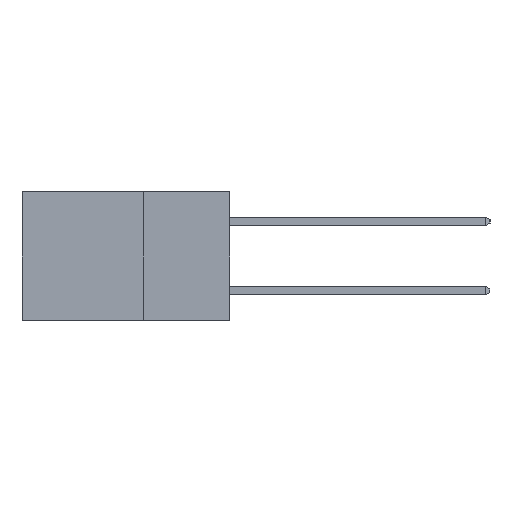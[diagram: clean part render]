
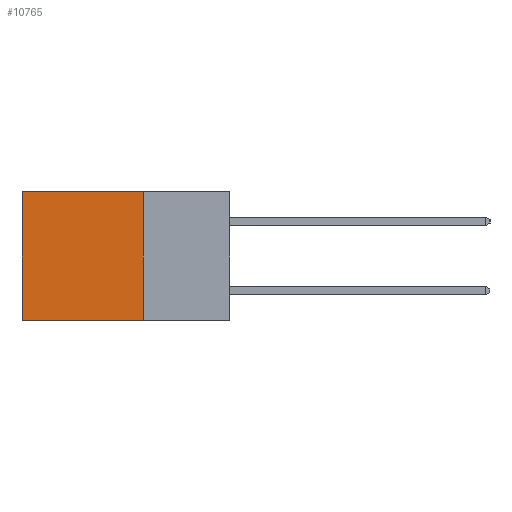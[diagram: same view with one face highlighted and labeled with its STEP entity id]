
A CAD part, left-side view. The second image highlights one B-rep face of the part: STEP entity #10765.
In plain terms, the highlighted planar face has unit normal (-1, 0, 0).
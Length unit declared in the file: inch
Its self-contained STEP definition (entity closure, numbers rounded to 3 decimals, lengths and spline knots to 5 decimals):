
#578 = DIRECTION ( 'NONE',  ( 1., 0., 0. ) ) ;
#1154 = EDGE_CURVE ( 'NONE', #14112, #11539, #14085, .T. ) ;
#1856 = CARTESIAN_POINT ( 'NONE',  ( 0.2615, 0.25, 0. ) ) ;
#1995 = FACE_OUTER_BOUND ( 'NONE', #2369, .T. ) ;
#2369 = EDGE_LOOP ( 'NONE', ( #18130, #19789, #17529, #8192 ) ) ;
#2396 = DIRECTION ( 'NONE',  ( 0., 1., 0. ) ) ;
#3032 = CARTESIAN_POINT ( 'NONE',  ( 0.2615, 0.25, 0. ) ) ;
#3061 = VECTOR ( 'NONE', #2396, 39.37008 ) ;
#4134 = CARTESIAN_POINT ( 'NONE',  ( 0.2615, 0.25, -0.37 ) ) ;
#4840 = CARTESIAN_POINT ( 'NONE',  ( 0.2615, 0.25, -0.37 ) ) ;
#5019 = CARTESIAN_POINT ( 'NONE',  ( 0.2615, 0.6, 0. ) ) ;
#6782 = EDGE_CURVE ( 'NONE', #14112, #25860, #14720, .T. ) ;
#7555 = DIRECTION ( 'NONE',  ( 0., 0., -1. ) ) ;
#8192 = ORIENTED_EDGE ( 'NONE', *, *, #1154, .T. ) ;
#8669 = LINE ( 'NONE', #25306, #3061 ) ;
#10765 = ADVANCED_FACE ( 'NONE', ( #1995 ), #25638, .F. ) ;
#11091 = CARTESIAN_POINT ( 'NONE',  ( 0.2615, 0.25, -0.37 ) ) ;
#11539 = VERTEX_POINT ( 'NONE', #5019 ) ;
#12180 = AXIS2_PLACEMENT_3D ( 'NONE', #11091, #578, #15313 ) ;
#12548 = EDGE_CURVE ( 'NONE', #11539, #18362, #15686, .T. ) ;
#12748 = VECTOR ( 'NONE', #21934, 39.37008 ) ;
#13549 = DIRECTION ( 'NONE',  ( 0., 1., 0. ) ) ;
#14085 = LINE ( 'NONE', #3032, #18969 ) ;
#14112 = VERTEX_POINT ( 'NONE', #1856 ) ;
#14720 = LINE ( 'NONE', #4134, #12748 ) ;
#14867 = EDGE_CURVE ( 'NONE', #25860, #18362, #8669, .T. ) ;
#15313 = DIRECTION ( 'NONE',  ( 0., 0., -1. ) ) ;
#15686 = LINE ( 'NONE', #20069, #21215 ) ;
#17529 = ORIENTED_EDGE ( 'NONE', *, *, #6782, .F. ) ;
#18005 = CARTESIAN_POINT ( 'NONE',  ( 0.2615, 0.6, -0.37 ) ) ;
#18130 = ORIENTED_EDGE ( 'NONE', *, *, #12548, .T. ) ;
#18362 = VERTEX_POINT ( 'NONE', #18005 ) ;
#18969 = VECTOR ( 'NONE', #13549, 39.37008 ) ;
#19789 = ORIENTED_EDGE ( 'NONE', *, *, #14867, .F. ) ;
#20069 = CARTESIAN_POINT ( 'NONE',  ( 0.2615, 0.6, -0.37 ) ) ;
#21215 = VECTOR ( 'NONE', #7555, 39.37008 ) ;
#21934 = DIRECTION ( 'NONE',  ( 0., 0., -1. ) ) ;
#25306 = CARTESIAN_POINT ( 'NONE',  ( 0.2615, 0.25, -0.37 ) ) ;
#25638 = PLANE ( 'NONE',  #12180 ) ;
#25860 = VERTEX_POINT ( 'NONE', #4840 ) ;
